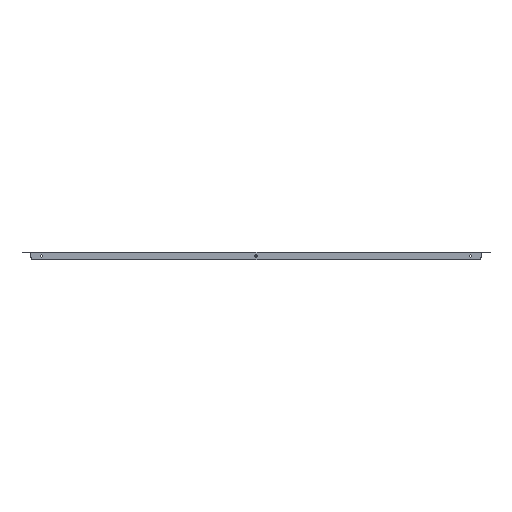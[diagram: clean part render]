
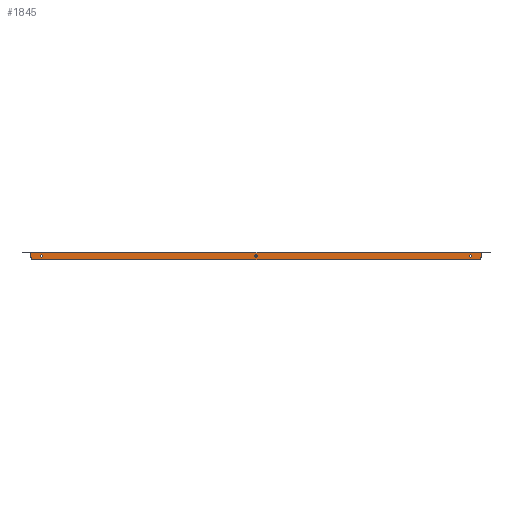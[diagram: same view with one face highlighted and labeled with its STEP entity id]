
A CAD part, front view. The second image highlights one B-rep face of the part: STEP entity #1845.
In plain terms, the highlighted planar face has unit normal (0, -1, 0).
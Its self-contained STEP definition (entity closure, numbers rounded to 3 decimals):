
#33 = VERTEX_POINT ( 'NONE', #1815 ) ;
#127 = EDGE_LOOP ( 'NONE', ( #1229 ) ) ;
#162 = VECTOR ( 'NONE', #921, 1000. ) ;
#173 = ORIENTED_EDGE ( 'NONE', *, *, #1819, .F. ) ;
#176 = DIRECTION ( 'NONE',  ( 0., 0., 1. ) ) ;
#193 = DIRECTION ( 'NONE',  ( 0., 0., 1. ) ) ;
#197 = LINE ( 'NONE', #734, #882 ) ;
#232 = EDGE_LOOP ( 'NONE', ( #1363, #293, #1556, #684, #491, #173 ) ) ;
#237 = VERTEX_POINT ( 'NONE', #646 ) ;
#255 = ORIENTED_EDGE ( 'NONE', *, *, #391, .T. ) ;
#263 = LINE ( 'NONE', #1765, #485 ) ;
#293 = ORIENTED_EDGE ( 'NONE', *, *, #815, .T. ) ;
#297 = VERTEX_POINT ( 'NONE', #554 ) ;
#303 = DIRECTION ( 'NONE',  ( 0., 1., 0. ) ) ;
#348 = DIRECTION ( 'NONE',  ( 1., 0., 0. ) ) ;
#391 = EDGE_CURVE ( 'NONE', #1401, #1401, #1148, .T. ) ;
#401 = AXIS2_PLACEMENT_3D ( 'NONE', #1254, #1828, #509 ) ;
#405 = AXIS2_PLACEMENT_3D ( 'NONE', #1343, #303, #1321 ) ;
#409 = VERTEX_POINT ( 'NONE', #1472 ) ;
#422 = VERTEX_POINT ( 'NONE', #829 ) ;
#445 = LINE ( 'NONE', #914, #1636 ) ;
#461 = DIRECTION ( 'NONE',  ( 0., 1., 0. ) ) ;
#485 = VECTOR ( 'NONE', #1179, 1000. ) ;
#491 = ORIENTED_EDGE ( 'NONE', *, *, #631, .T. ) ;
#509 = DIRECTION ( 'NONE',  ( 0., 0., 1. ) ) ;
#516 = VERTEX_POINT ( 'NONE', #763 ) ;
#525 = CARTESIAN_POINT ( 'NONE',  ( 406.25, -74.8, -5.4 ) ) ;
#554 = CARTESIAN_POINT ( 'NONE',  ( 421.25, -74.8, -15. ) ) ;
#564 = EDGE_CURVE ( 'NONE', #422, #422, #1123, .T. ) ;
#568 = EDGE_CURVE ( 'NONE', #297, #409, #917, .T. ) ;
#588 = EDGE_LOOP ( 'NONE', ( #720 ) ) ;
#631 = EDGE_CURVE ( 'NONE', #409, #33, #1236, .T. ) ;
#641 = CIRCLE ( 'NONE', #405, 2.1 ) ;
#646 = CARTESIAN_POINT ( 'NONE',  ( -406.25, -74.8, -5.4 ) ) ;
#684 = ORIENTED_EDGE ( 'NONE', *, *, #568, .T. ) ;
#685 = CARTESIAN_POINT ( 'NONE',  ( -421.25, -74.8, -15. ) ) ;
#720 = ORIENTED_EDGE ( 'NONE', *, *, #564, .T. ) ;
#730 = CARTESIAN_POINT ( 'NONE',  ( 406.25, -74.8, -7.5 ) ) ;
#734 = CARTESIAN_POINT ( 'NONE',  ( 0., -74.8, -15. ) ) ;
#735 = AXIS2_PLACEMENT_3D ( 'NONE', #1366, #1059, #1052 ) ;
#751 = FACE_BOUND ( 'NONE', #127, .T. ) ;
#763 = CARTESIAN_POINT ( 'NONE',  ( -426.25, -74.8, -0.919 ) ) ;
#815 = EDGE_CURVE ( 'NONE', #869, #842, #1008, .T. ) ;
#829 = CARTESIAN_POINT ( 'NONE',  ( 0., -74.8, -5.4 ) ) ;
#842 = VERTEX_POINT ( 'NONE', #685 ) ;
#869 = VERTEX_POINT ( 'NONE', #1108 ) ;
#882 = VECTOR ( 'NONE', #1772, 1000. ) ;
#896 = FACE_BOUND ( 'NONE', #1746, .T. ) ;
#914 = CARTESIAN_POINT ( 'NONE',  ( -428.796, -74.8, -0.919 ) ) ;
#917 = CIRCLE ( 'NONE', #932, 5. ) ;
#921 = DIRECTION ( 'NONE',  ( 0., 0., 1. ) ) ;
#932 = AXIS2_PLACEMENT_3D ( 'NONE', #1513, #1340, #193 ) ;
#993 = AXIS2_PLACEMENT_3D ( 'NONE', #1421, #1425, #1577 ) ;
#1008 = CIRCLE ( 'NONE', #993, 5. ) ;
#1045 = EDGE_CURVE ( 'NONE', #842, #297, #197, .T. ) ;
#1052 = DIRECTION ( 'NONE',  ( 0., 0., 1. ) ) ;
#1056 = EDGE_CURVE ( 'NONE', #516, #869, #263, .T. ) ;
#1059 = DIRECTION ( 'NONE',  ( 0., 1., 0. ) ) ;
#1108 = CARTESIAN_POINT ( 'NONE',  ( -426.25, -74.8, -10. ) ) ;
#1123 = CIRCLE ( 'NONE', #735, 2.1 ) ;
#1138 = EDGE_CURVE ( 'NONE', #237, #237, #641, .T. ) ;
#1148 = CIRCLE ( 'NONE', #1264, 2.1 ) ;
#1179 = DIRECTION ( 'NONE',  ( 0., 0., -1. ) ) ;
#1229 = ORIENTED_EDGE ( 'NONE', *, *, #1138, .T. ) ;
#1236 = LINE ( 'NONE', #1497, #162 ) ;
#1254 = CARTESIAN_POINT ( 'NONE',  ( 0., -74.8, 0. ) ) ;
#1264 = AXIS2_PLACEMENT_3D ( 'NONE', #730, #461, #176 ) ;
#1321 = DIRECTION ( 'NONE',  ( 0., 0., 1. ) ) ;
#1340 = DIRECTION ( 'NONE',  ( 0., -1., 0. ) ) ;
#1343 = CARTESIAN_POINT ( 'NONE',  ( -406.25, -74.8, -7.5 ) ) ;
#1363 = ORIENTED_EDGE ( 'NONE', *, *, #1056, .T. ) ;
#1366 = CARTESIAN_POINT ( 'NONE',  ( 0., -74.8, -7.5 ) ) ;
#1401 = VERTEX_POINT ( 'NONE', #525 ) ;
#1421 = CARTESIAN_POINT ( 'NONE',  ( -421.25, -74.8, -10. ) ) ;
#1425 = DIRECTION ( 'NONE',  ( 0., -1., 0. ) ) ;
#1472 = CARTESIAN_POINT ( 'NONE',  ( 426.25, -74.8, -10. ) ) ;
#1497 = CARTESIAN_POINT ( 'NONE',  ( 426.25, -74.8, 0. ) ) ;
#1513 = CARTESIAN_POINT ( 'NONE',  ( 421.25, -74.8, -10. ) ) ;
#1542 = PLANE ( 'NONE',  #401 ) ;
#1556 = ORIENTED_EDGE ( 'NONE', *, *, #1045, .T. ) ;
#1577 = DIRECTION ( 'NONE',  ( 0., 0., 1. ) ) ;
#1612 = FACE_BOUND ( 'NONE', #588, .T. ) ;
#1636 = VECTOR ( 'NONE', #348, 1000. ) ;
#1746 = EDGE_LOOP ( 'NONE', ( #255 ) ) ;
#1765 = CARTESIAN_POINT ( 'NONE',  ( -426.25, -74.8, 0. ) ) ;
#1772 = DIRECTION ( 'NONE',  ( 1., 0., 0. ) ) ;
#1788 = FACE_OUTER_BOUND ( 'NONE', #232, .T. ) ;
#1815 = CARTESIAN_POINT ( 'NONE',  ( 426.25, -74.8, -0.919 ) ) ;
#1819 = EDGE_CURVE ( 'NONE', #516, #33, #445, .T. ) ;
#1828 = DIRECTION ( 'NONE',  ( 0., 1., 0. ) ) ;
#1845 = ADVANCED_FACE ( 'NONE', ( #751, #1612, #896, #1788 ), #1542, .F. ) ;
